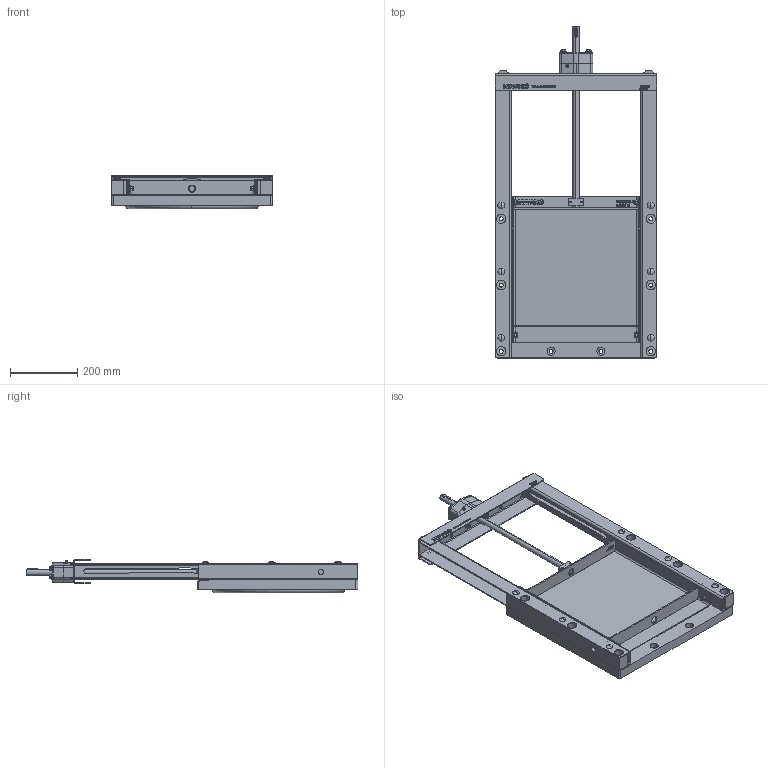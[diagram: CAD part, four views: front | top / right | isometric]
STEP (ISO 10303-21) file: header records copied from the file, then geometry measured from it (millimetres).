
FILE_DESCRIPTION (( 'STEP AP214' ), '1' );
FILE_NAME ('SPK-TG Ø315_Ø12.STEP', '2024-10-07T11:43:39', ( '' ), ( '' ), 'SwSTEP 2.0', 'SolidWorks 2023', '' );
FILE_SCHEMA (( 'AUTOMOTIVE_DESIGN' ));
Length unit declared in the file: millimetre
Products named in the file (1): SPK-TG Ø315_Ø12
Bounding box: 481 x 990.25 x 101 mm (x, y, z)
Surface area: 1718131.4 mm2 (no closed solid volume)
Topology: 0 solids, 110 shells, 777 faces, 4158 edges, 3487 vertices
Faces by surface type: plane 390, cylinder 241, cone 57, torus 42, bspline 33, sphere 14
Entity records: 54373 total; most frequent: CARTESIAN_POINT 23567, ORIENTED_EDGE 5962, DIRECTION 5333, EDGE_CURVE 4152, VERTEX_POINT 3483, VECTOR 1939, LINE 1939, AXIS2_PLACEMENT_3D 1697
